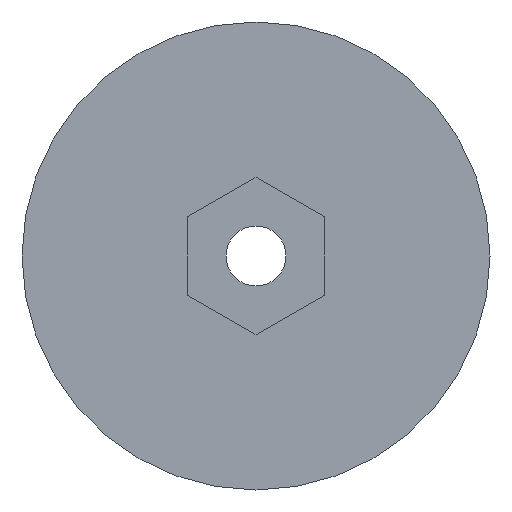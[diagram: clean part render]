
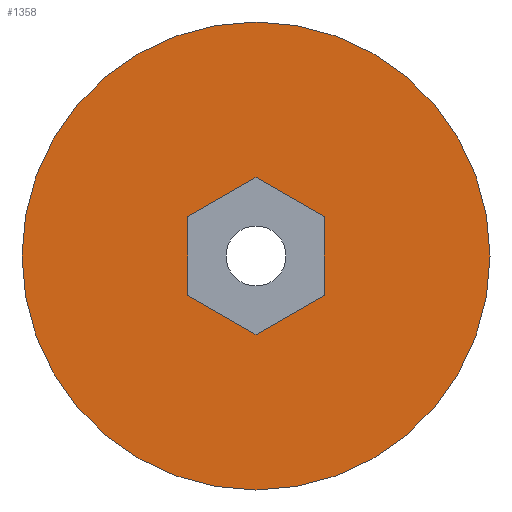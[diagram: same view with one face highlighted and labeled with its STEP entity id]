
A CAD part, left-side view. The second image highlights one B-rep face of the part: STEP entity #1358.
In plain terms, the highlighted planar face has unit normal (-1, 0, 0).
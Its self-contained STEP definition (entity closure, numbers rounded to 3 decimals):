
#115=CARTESIAN_POINT('',(0.,0.,0.));
#116=DIRECTION('',(-1.,0.,0.));
#117=DIRECTION('',(0.,1.,0.));
#118=AXIS2_PLACEMENT_3D('',#115,#116,#117);
#120=CARTESIAN_POINT('',(0.,0.,0.));
#121=DIRECTION('',(-1.,0.,0.));
#122=DIRECTION('',(0.,-1.,0.));
#123=AXIS2_PLACEMENT_3D('',#120,#121,#122);
#125=DIRECTION('',(0.,-0.866,-0.5));
#126=VECTOR('',#125,1.732);
#127=CARTESIAN_POINT('',(0.,0.,1.732));
#128=LINE('',#127,#126);
#129=DIRECTION('',(0.,-0.866,0.5));
#130=VECTOR('',#129,1.732);
#131=CARTESIAN_POINT('',(0.,1.5,0.866));
#132=LINE('',#131,#130);
#133=DIRECTION('',(0.,0.,1.));
#134=VECTOR('',#133,1.732);
#135=CARTESIAN_POINT('',(0.,1.5,-0.866));
#136=LINE('',#135,#134);
#137=DIRECTION('',(0.,0.866,0.5));
#138=VECTOR('',#137,1.732);
#139=CARTESIAN_POINT('',(0.,0.,-1.732));
#140=LINE('',#139,#138);
#141=DIRECTION('',(0.,0.866,-0.5));
#142=VECTOR('',#141,1.732);
#143=CARTESIAN_POINT('',(0.,-1.5,-0.866));
#144=LINE('',#143,#142);
#145=DIRECTION('',(0.,0.,-1.));
#146=VECTOR('',#145,1.732);
#147=CARTESIAN_POINT('',(0.,-1.5,0.866));
#148=LINE('',#147,#146);
#1277=CARTESIAN_POINT('',(0.,0.,1.732));
#1278=CARTESIAN_POINT('',(0.,-1.5,0.866));
#1279=VERTEX_POINT('',#1277);
#1280=VERTEX_POINT('',#1278);
#1281=CARTESIAN_POINT('',(0.,-1.5,-0.866));
#1282=VERTEX_POINT('',#1281);
#1283=CARTESIAN_POINT('',(0.,0.,-1.732));
#1284=VERTEX_POINT('',#1283);
#1285=CARTESIAN_POINT('',(0.,1.5,-0.866));
#1286=VERTEX_POINT('',#1285);
#1287=CARTESIAN_POINT('',(0.,1.5,0.866));
#1288=VERTEX_POINT('',#1287);
#1309=CARTESIAN_POINT('',(0.,5.158,0.));
#1310=CARTESIAN_POINT('',(0.,-5.158,0.));
#1311=VERTEX_POINT('',#1309);
#1312=VERTEX_POINT('',#1310);
#1333=CARTESIAN_POINT('',(0.,0.,0.));
#1334=DIRECTION('',(1.,0.,0.));
#1335=DIRECTION('',(0.,-1.,0.));
#1336=AXIS2_PLACEMENT_3D('',#1333,#1334,#1335);
#1337=PLANE('',#1336);
#1339=ORIENTED_EDGE('',*,*,#1338,.F.);
#1341=ORIENTED_EDGE('',*,*,#1340,.F.);
#1342=EDGE_LOOP('',(#1339,#1341));
#1343=FACE_OUTER_BOUND('',#1342,.F.);
#1345=ORIENTED_EDGE('',*,*,#1344,.F.);
#1347=ORIENTED_EDGE('',*,*,#1346,.F.);
#1349=ORIENTED_EDGE('',*,*,#1348,.F.);
#1351=ORIENTED_EDGE('',*,*,#1350,.F.);
#1353=ORIENTED_EDGE('',*,*,#1352,.F.);
#1355=ORIENTED_EDGE('',*,*,#1354,.F.);
#1356=EDGE_LOOP('',(#1345,#1347,#1349,#1351,#1353,#1355));
#1357=FACE_BOUND('',#1356,.F.);
#119=CIRCLE('',#118,5.158);
#124=CIRCLE('',#123,5.158);
#1338=EDGE_CURVE('',#1311,#1312,#119,.T.);
#1340=EDGE_CURVE('',#1312,#1311,#124,.T.);
#1344=EDGE_CURVE('',#1279,#1280,#128,.T.);
#1346=EDGE_CURVE('',#1288,#1279,#132,.T.);
#1348=EDGE_CURVE('',#1286,#1288,#136,.T.);
#1350=EDGE_CURVE('',#1284,#1286,#140,.T.);
#1352=EDGE_CURVE('',#1282,#1284,#144,.T.);
#1354=EDGE_CURVE('',#1280,#1282,#148,.T.);
#1358=ADVANCED_FACE('',(#1343,#1357),#1337,.F.);
